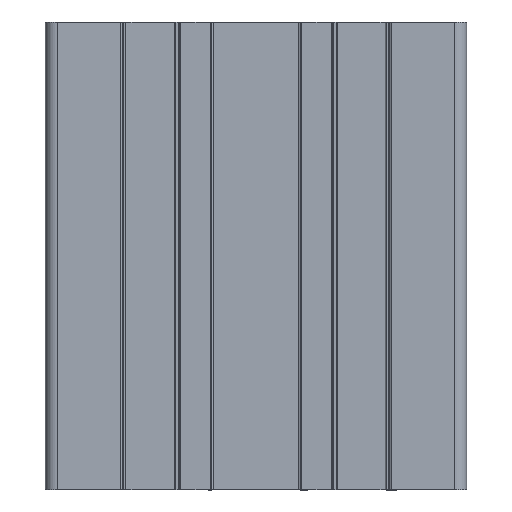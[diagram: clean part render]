
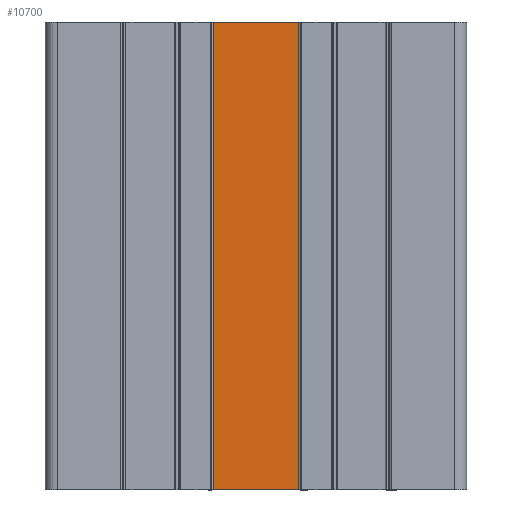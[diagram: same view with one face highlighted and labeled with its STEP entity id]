
A CAD part, front view. The second image highlights one B-rep face of the part: STEP entity #10700.
In plain terms, the highlighted planar face has unit normal (0, -1, 0).
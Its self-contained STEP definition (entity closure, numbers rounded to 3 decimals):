
#333 = VERTEX_POINT ( 'NONE', #11537 ) ;
#614 = CARTESIAN_POINT ( 'NONE',  ( 6930.908, 1183.2, 100. ) ) ;
#1030 = EDGE_LOOP ( 'NONE', ( #15057, #17207, #19295, #9810 ) ) ;
#2186 = DIRECTION ( 'NONE',  ( 0., 1., 0. ) ) ;
#2600 = VERTEX_POINT ( 'NONE', #13130 ) ;
#2724 = CARTESIAN_POINT ( 'NONE',  ( 6930.908, 1183.2, 100. ) ) ;
#3533 = CARTESIAN_POINT ( 'NONE',  ( 6930.908, 1183.2, 0. ) ) ;
#3730 = FACE_OUTER_BOUND ( 'NONE', #1030, .T. ) ;
#3980 = LINE ( 'NONE', #3533, #11718 ) ;
#4458 = EDGE_CURVE ( 'NONE', #6522, #8356, #17246, .T. ) ;
#5169 = DIRECTION ( 'NONE',  ( 1., 0., 0. ) ) ;
#6522 = VERTEX_POINT ( 'NONE', #11136 ) ;
#6688 = AXIS2_PLACEMENT_3D ( 'NONE', #614, #2186, #13055 ) ;
#7461 = DIRECTION ( 'NONE',  ( 0., 0., 1. ) ) ;
#8356 = VERTEX_POINT ( 'NONE', #17694 ) ;
#9560 = LINE ( 'NONE', #9578, #13636 ) ;
#9578 = CARTESIAN_POINT ( 'NONE',  ( 6972.808, 1183.2, 100. ) ) ;
#9810 = ORIENTED_EDGE ( 'NONE', *, *, #13261, .T. ) ;
#9948 = PLANE ( 'NONE',  #6688 ) ;
#10700 = ADVANCED_FACE ( 'NONE', ( #3730 ), #9948, .F. ) ;
#11136 = CARTESIAN_POINT ( 'NONE',  ( 6949.208, 1183.2, 100. ) ) ;
#11537 = CARTESIAN_POINT ( 'NONE',  ( 6930.908, 1183.2, 0. ) ) ;
#11718 = VECTOR ( 'NONE', #5169, 1000. ) ;
#12269 = EDGE_CURVE ( 'NONE', #333, #2600, #15742, .T. ) ;
#13055 = DIRECTION ( 'NONE',  ( -1., 0., 0. ) ) ;
#13130 = CARTESIAN_POINT ( 'NONE',  ( 6930.908, 1183.2, 100. ) ) ;
#13143 = EDGE_CURVE ( 'NONE', #2600, #6522, #9560, .T. ) ;
#13261 = EDGE_CURVE ( 'NONE', #333, #8356, #3980, .T. ) ;
#13636 = VECTOR ( 'NONE', #18777, 1000. ) ;
#15057 = ORIENTED_EDGE ( 'NONE', *, *, #4458, .F. ) ;
#15742 = LINE ( 'NONE', #2724, #19325 ) ;
#16770 = VECTOR ( 'NONE', #17052, 1000. ) ;
#17052 = DIRECTION ( 'NONE',  ( 0., 0., -1. ) ) ;
#17207 = ORIENTED_EDGE ( 'NONE', *, *, #13143, .F. ) ;
#17246 = LINE ( 'NONE', #18087, #16770 ) ;
#17694 = CARTESIAN_POINT ( 'NONE',  ( 6949.208, 1183.2, 0. ) ) ;
#18087 = CARTESIAN_POINT ( 'NONE',  ( 6949.208, 1183.2, 100. ) ) ;
#18777 = DIRECTION ( 'NONE',  ( 1., 0., 0. ) ) ;
#19295 = ORIENTED_EDGE ( 'NONE', *, *, #12269, .F. ) ;
#19325 = VECTOR ( 'NONE', #7461, 1000. ) ;
